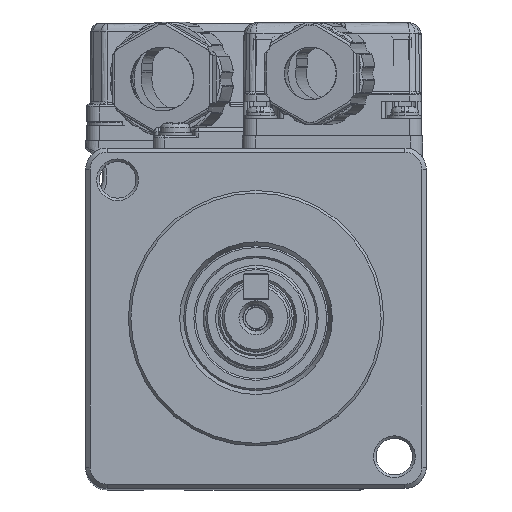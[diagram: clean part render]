
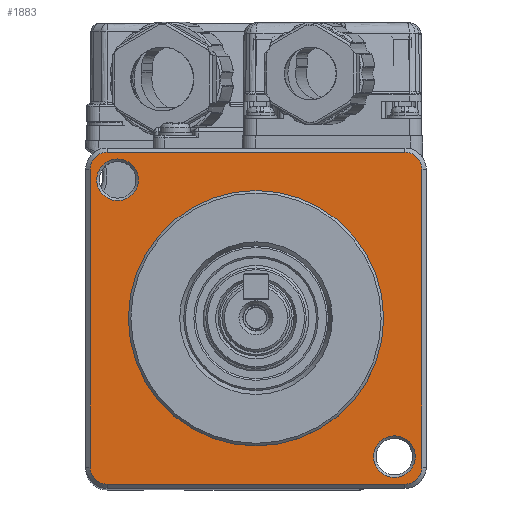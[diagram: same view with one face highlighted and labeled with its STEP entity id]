
A CAD part, top view. The second image highlights one B-rep face of the part: STEP entity #1883.
In plain terms, the highlighted planar face has unit normal (0, 0, 1).
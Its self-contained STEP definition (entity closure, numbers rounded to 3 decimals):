
#1589=CARTESIAN_POINT('',(-15.,0.,0.2));
#1590=VERTEX_POINT('',#1589);
#1597=CARTESIAN_POINT('',(0.,0.,0.2));
#1598=DIRECTION('',(-1.,0.,0.));
#1599=DIRECTION('',(0.,0.,1.));
#1600=AXIS2_PLACEMENT_3D('',#1597,#1599,#1598);
#1601=CIRCLE('',#1600,15.);
#1602=EDGE_CURVE('',#1590,#1590,#1601,.T.);
#1783=CARTESIAN_POINT('',(0.,0.,0.2));
#1784=DIRECTION('',(0.,1.,0.));
#1785=DIRECTION('',(0.,-0.,1.));
#1786=AXIS2_PLACEMENT_3D('',#1783,#1785,#1784);
#1787=PLANE('',#1786);
#1788=CARTESIAN_POINT('',(19.5,-17.5,0.2));
#1789=VERTEX_POINT('',#1788);
#1790=CARTESIAN_POINT('',(19.5,17.5,0.2));
#1791=VERTEX_POINT('',#1790);
#1792=CARTESIAN_POINT('',(19.5,-17.5,0.2));
#1793=DIRECTION('',(0.,1.,0.));
#1794=VECTOR('',#1793,35.);
#1795=LINE('',#1792,#1794);
#1796=EDGE_CURVE('',#1789,#1791,#1795,.T.);
#1797=ORIENTED_EDGE('',*,*,#1796,.T.);
#1798=CARTESIAN_POINT('',(17.5,19.5,0.2));
#1799=VERTEX_POINT('',#1798);
#1800=CARTESIAN_POINT('',(17.5,17.5,0.2));
#1801=DIRECTION('',(1.,0.,0.));
#1802=DIRECTION('',(0.,0.,1.));
#1803=AXIS2_PLACEMENT_3D('',#1800,#1802,#1801);
#1804=CIRCLE('',#1803,2.);
#1805=EDGE_CURVE('',#1791,#1799,#1804,.T.);
#1806=ORIENTED_EDGE('',*,*,#1805,.T.);
#1807=CARTESIAN_POINT('',(-17.5,19.5,0.2));
#1808=VERTEX_POINT('',#1807);
#1809=CARTESIAN_POINT('',(17.5,19.5,0.2));
#1810=DIRECTION('',(-1.,0.,0.));
#1811=VECTOR('',#1810,35.);
#1812=LINE('',#1809,#1811);
#1813=EDGE_CURVE('',#1799,#1808,#1812,.T.);
#1814=ORIENTED_EDGE('',*,*,#1813,.T.);
#1815=CARTESIAN_POINT('',(-19.5,17.5,0.2));
#1816=VERTEX_POINT('',#1815);
#1817=CARTESIAN_POINT('',(-17.5,17.5,0.2));
#1818=DIRECTION('',(0.,1.,0.));
#1819=DIRECTION('',(0.,0.,1.));
#1820=AXIS2_PLACEMENT_3D('',#1817,#1819,#1818);
#1821=CIRCLE('',#1820,2.);
#1822=EDGE_CURVE('',#1808,#1816,#1821,.T.);
#1823=ORIENTED_EDGE('',*,*,#1822,.T.);
#1824=CARTESIAN_POINT('',(-19.5,-17.5,0.2));
#1825=VERTEX_POINT('',#1824);
#1826=CARTESIAN_POINT('',(-19.5,17.5,0.2));
#1827=DIRECTION('',(0.,-1.,0.));
#1828=VECTOR('',#1827,35.);
#1829=LINE('',#1826,#1828);
#1830=EDGE_CURVE('',#1816,#1825,#1829,.T.);
#1831=ORIENTED_EDGE('',*,*,#1830,.T.);
#1832=CARTESIAN_POINT('',(-17.5,-19.5,0.2));
#1833=VERTEX_POINT('',#1832);
#1834=CARTESIAN_POINT('',(-17.5,-17.5,0.2));
#1835=DIRECTION('',(-1.,0.,0.));
#1836=DIRECTION('',(0.,0.,1.));
#1837=AXIS2_PLACEMENT_3D('',#1834,#1836,#1835);
#1838=CIRCLE('',#1837,2.);
#1839=EDGE_CURVE('',#1825,#1833,#1838,.T.);
#1840=ORIENTED_EDGE('',*,*,#1839,.T.);
#1841=CARTESIAN_POINT('',(17.5,-19.5,0.2));
#1842=VERTEX_POINT('',#1841);
#1843=CARTESIAN_POINT('',(-17.5,-19.5,0.2));
#1844=DIRECTION('',(1.,0.,0.));
#1845=VECTOR('',#1844,35.);
#1846=LINE('',#1843,#1845);
#1847=EDGE_CURVE('',#1833,#1842,#1846,.T.);
#1848=ORIENTED_EDGE('',*,*,#1847,.T.);
#1849=CARTESIAN_POINT('',(17.5,-17.5,0.2));
#1850=DIRECTION('',(0.,-1.,0.));
#1851=DIRECTION('',(0.,-0.,1.));
#1852=AXIS2_PLACEMENT_3D('',#1849,#1851,#1850);
#1853=CIRCLE('',#1852,2.);
#1854=EDGE_CURVE('',#1842,#1789,#1853,.T.);
#1855=ORIENTED_EDGE('',*,*,#1854,.T.);
#1856=EDGE_LOOP('',(#1797,#1806,#1814,#1823,#1831,#1840,#1848,#1855));
#1857=FACE_OUTER_BOUND('',#1856,.T.);
#1858=ORIENTED_EDGE('',*,*,#1602,.F.);
#1859=EDGE_LOOP('',(#1858));
#1860=FACE_BOUND('',#1859,.T.);
#1861=CARTESIAN_POINT('',(13.813,-16.263,0.2));
#1862=VERTEX_POINT('',#1861);
#1863=CARTESIAN_POINT('',(16.263,-16.263,0.2));
#1864=DIRECTION('',(-1.,0.,0.));
#1865=DIRECTION('',(0.,0.,-1.));
#1866=AXIS2_PLACEMENT_3D('',#1863,#1865,#1864);
#1867=CIRCLE('',#1866,2.45);
#1868=EDGE_CURVE('',#1862,#1862,#1867,.T.);
#1869=ORIENTED_EDGE('',*,*,#1868,.T.);
#1870=EDGE_LOOP('',(#1869));
#1871=FACE_BOUND('',#1870,.T.);
#1872=CARTESIAN_POINT('',(-18.713,16.263,0.2));
#1873=VERTEX_POINT('',#1872);
#1874=CARTESIAN_POINT('',(-16.263,16.263,0.2));
#1875=DIRECTION('',(-1.,0.,0.));
#1876=DIRECTION('',(0.,0.,-1.));
#1877=AXIS2_PLACEMENT_3D('',#1874,#1876,#1875);
#1878=CIRCLE('',#1877,2.45);
#1879=EDGE_CURVE('',#1873,#1873,#1878,.T.);
#1880=ORIENTED_EDGE('',*,*,#1879,.T.);
#1881=EDGE_LOOP('',(#1880));
#1882=FACE_BOUND('',#1881,.T.);
#1883=ADVANCED_FACE('',(#1857,#1860,#1871,#1882),#1787,.T.);
